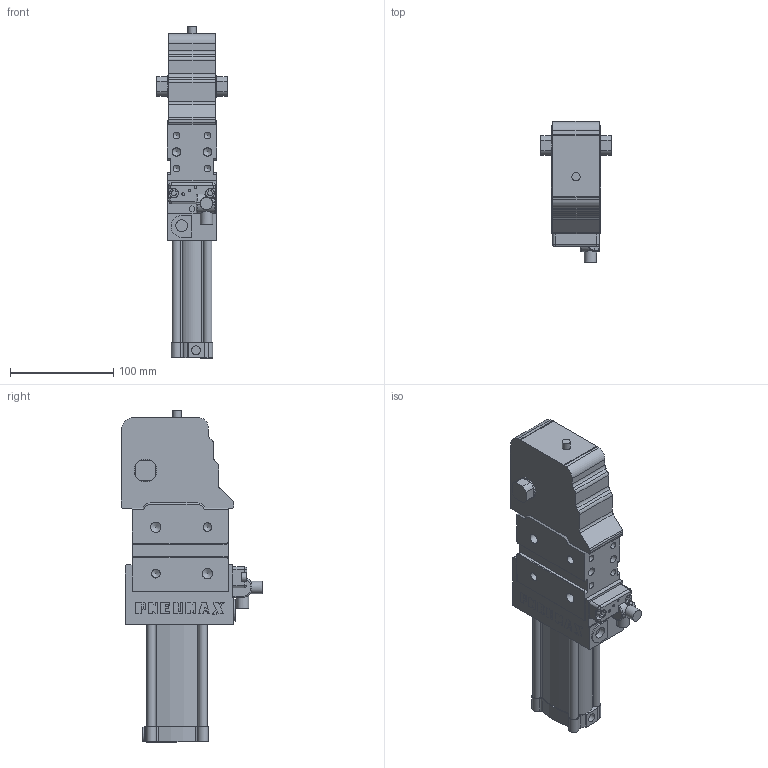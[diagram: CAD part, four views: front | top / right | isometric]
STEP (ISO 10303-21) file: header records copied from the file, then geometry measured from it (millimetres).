
FILE_DESCRIPTION(/* description */ (''),/* implementation_level */ '2;1');
FILE_NAME(/* name */ 'HE1P1EG###.stp',/* time_stamp */ '2019-03-05T08:43:35+01:00',/* author */ ('donadda1'),/* organization */ (''),/* preprocessor_version */ 'ST-DEVELOPER v17',/* originating_system */ 'Autodesk Inventor 2019',/* authorisation */ '');
FILE_SCHEMA (('AUTOMOTIVE_DESIGN { 1 0 10303 214 3 1 1 }'));
Length unit declared in the file: millimetre
Products named in the file (4): HE1P1EG###; CHIUSURA 54; ES001; ES001_CONN_90°
Assembly tree (3 placements, depth 2):
  HE1P1EG###
    CHIUSURA 54
    ES001
    ES001_CONN_90°
Bounding box: 68 x 137.1 x 321.5 mm (x, y, z)
Volume: 1125303.1 mm3; surface area: 114834 mm2
Topology: 3 solids, 3 shells, 399 faces, 1187 edges, 840 vertices
Faces by surface type: plane 204, cylinder 148, cone 28, bspline 9, torus 8, sphere 2
Full cylindrical faces by diameter (mm): 4.134 x2, 5 x4, 5.489 x4, 6.647 x8, 7.9 x1, 8 x4, 8.376 x4, 8.5 x4, 8.566 x1, 10 x4, 11.445 x1, 12 x2, 14 x1, 17 x1, 22 x3
Entity records: 14019 total; most frequent: CARTESIAN_POINT 2684, DIRECTION 2415, ORIENTED_EDGE 2330, EDGE_CURVE 1165, AXIS2_PLACEMENT_3D 873, VERTEX_POINT 840, LINE 669, VECTOR 669
